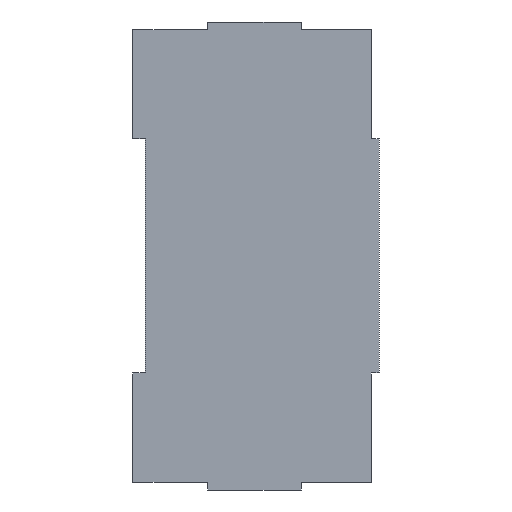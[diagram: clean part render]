
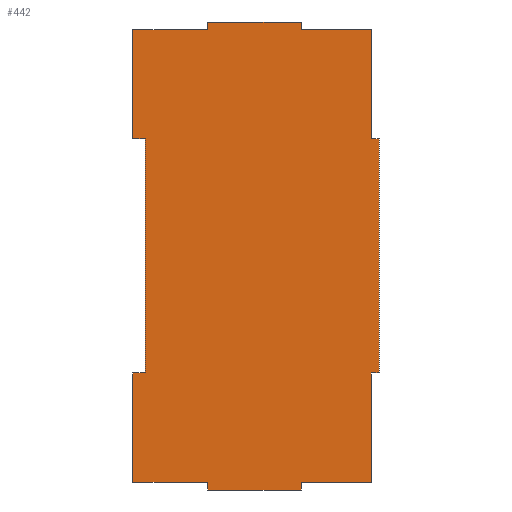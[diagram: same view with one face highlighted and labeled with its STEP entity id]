
A CAD part, left-side view. The second image highlights one B-rep face of the part: STEP entity #442.
In plain terms, the highlighted planar face has unit normal (-1, 0, 0).
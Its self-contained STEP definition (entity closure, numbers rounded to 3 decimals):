
#36=FACE_OUTER_BOUND('',#58,.T.);
#58=EDGE_LOOP('',(#379,#380,#381,#382,#383,#384,#385,#386,#387,#388,#389,
#390,#391,#392,#393,#394,#395,#396,#397,#398));
#60=LINE('',#591,#120);
#65=LINE('',#600,#125);
#68=LINE('',#606,#128);
#70=LINE('',#611,#130);
#74=LINE('',#618,#134);
#92=LINE('',#654,#152);
#94=LINE('',#658,#154);
#96=LINE('',#663,#156);
#98=LINE('',#667,#158);
#100=LINE('',#672,#160);
#104=LINE('',#678,#164);
#105=LINE('',#681,#165);
#107=LINE('',#684,#167);
#108=LINE('',#688,#168);
#112=LINE('',#694,#172);
#113=LINE('',#696,#173);
#114=LINE('',#699,#174);
#116=LINE('',#702,#176);
#117=LINE('',#704,#177);
#118=LINE('',#706,#178);
#120=VECTOR('',#484,10.);
#125=VECTOR('',#491,10.);
#128=VECTOR('',#496,10.);
#130=VECTOR('',#500,10.);
#134=VECTOR('',#506,10.);
#152=VECTOR('',#528,10.);
#154=VECTOR('',#532,10.);
#156=VECTOR('',#536,10.);
#158=VECTOR('',#540,10.);
#160=VECTOR('',#544,10.);
#164=VECTOR('',#550,10.);
#165=VECTOR('',#553,10.);
#167=VECTOR('',#557,10.);
#168=VECTOR('',#560,10.);
#172=VECTOR('',#566,10.);
#173=VECTOR('',#569,10.);
#174=VECTOR('',#572,10.);
#176=VECTOR('',#576,10.);
#177=VECTOR('',#579,10.);
#178=VECTOR('',#582,10.);
#180=VERTEX_POINT('',#588);
#181=VERTEX_POINT('',#590);
#184=VERTEX_POINT('',#598);
#186=VERTEX_POINT('',#604);
#187=VERTEX_POINT('',#608);
#190=VERTEX_POINT('',#616);
#205=VERTEX_POINT('',#650);
#206=VERTEX_POINT('',#652);
#207=VERTEX_POINT('',#656);
#208=VERTEX_POINT('',#660);
#209=VERTEX_POINT('',#662);
#210=VERTEX_POINT('',#666);
#211=VERTEX_POINT('',#670);
#212=VERTEX_POINT('',#671);
#213=VERTEX_POINT('',#676);
#214=VERTEX_POINT('',#680);
#215=VERTEX_POINT('',#686);
#216=VERTEX_POINT('',#687);
#217=VERTEX_POINT('',#692);
#218=VERTEX_POINT('',#698);
#220=EDGE_CURVE('',#180,#181,#60,.T.);
#225=EDGE_CURVE('',#180,#184,#65,.T.);
#228=EDGE_CURVE('',#186,#184,#68,.T.);
#230=EDGE_CURVE('',#186,#187,#70,.T.);
#234=EDGE_CURVE('',#190,#187,#74,.T.);
#252=EDGE_CURVE('',#206,#205,#92,.T.);
#254=EDGE_CURVE('',#206,#207,#94,.T.);
#256=EDGE_CURVE('',#208,#209,#96,.T.);
#258=EDGE_CURVE('',#210,#207,#98,.T.);
#260=EDGE_CURVE('',#211,#212,#100,.T.);
#264=EDGE_CURVE('',#213,#212,#104,.T.);
#265=EDGE_CURVE('',#190,#214,#105,.T.);
#267=EDGE_CURVE('',#213,#205,#107,.T.);
#268=EDGE_CURVE('',#215,#216,#108,.T.);
#272=EDGE_CURVE('',#217,#216,#112,.T.);
#273=EDGE_CURVE('',#217,#181,#113,.T.);
#274=EDGE_CURVE('',#208,#218,#114,.T.);
#276=EDGE_CURVE('',#210,#209,#116,.T.);
#277=EDGE_CURVE('',#218,#215,#117,.T.);
#278=EDGE_CURVE('',#214,#211,#118,.T.);
#379=ORIENTED_EDGE('',*,*,#230,.T.);
#380=ORIENTED_EDGE('',*,*,#234,.F.);
#381=ORIENTED_EDGE('',*,*,#265,.T.);
#382=ORIENTED_EDGE('',*,*,#278,.T.);
#383=ORIENTED_EDGE('',*,*,#260,.T.);
#384=ORIENTED_EDGE('',*,*,#264,.F.);
#385=ORIENTED_EDGE('',*,*,#267,.T.);
#386=ORIENTED_EDGE('',*,*,#252,.F.);
#387=ORIENTED_EDGE('',*,*,#254,.T.);
#388=ORIENTED_EDGE('',*,*,#258,.F.);
#389=ORIENTED_EDGE('',*,*,#276,.T.);
#390=ORIENTED_EDGE('',*,*,#256,.F.);
#391=ORIENTED_EDGE('',*,*,#274,.T.);
#392=ORIENTED_EDGE('',*,*,#277,.T.);
#393=ORIENTED_EDGE('',*,*,#268,.T.);
#394=ORIENTED_EDGE('',*,*,#272,.F.);
#395=ORIENTED_EDGE('',*,*,#273,.T.);
#396=ORIENTED_EDGE('',*,*,#220,.F.);
#397=ORIENTED_EDGE('',*,*,#225,.T.);
#398=ORIENTED_EDGE('',*,*,#228,.F.);
#420=PLANE('',#478);
#442=ADVANCED_FACE('',(#36),#420,.T.);
#478=AXIS2_PLACEMENT_3D('',#707,#583,#584);
#484=DIRECTION('',(0.,0.,1.));
#491=DIRECTION('',(0.,-1.,0.));
#496=DIRECTION('',(0.,0.,1.));
#500=DIRECTION('',(0.,1.,0.));
#506=DIRECTION('',(0.,0.,1.));
#528=DIRECTION('',(0.,0.,-1.));
#532=DIRECTION('',(0.,-1.,0.));
#536=DIRECTION('',(0.,0.,-1.));
#540=DIRECTION('',(0.,0.,-1.));
#544=DIRECTION('',(0.,-1.,0.));
#550=DIRECTION('',(0.,0.,-1.));
#553=DIRECTION('',(0.,-1.,0.));
#557=DIRECTION('',(0.,-1.,0.));
#560=DIRECTION('',(0.,1.,0.));
#566=DIRECTION('',(0.,0.,1.));
#569=DIRECTION('',(0.,1.,0.));
#572=DIRECTION('',(0.,1.,0.));
#576=DIRECTION('',(0.,1.,0.));
#579=DIRECTION('',(0.,0.,1.));
#582=DIRECTION('',(0.,0.,-1.));
#583=DIRECTION('center_axis',(-1.,0.,0.));
#584=DIRECTION('ref_axis',(0.,0.,1.));
#588=CARTESIAN_POINT('',(-230.,8.,75.));
#590=CARTESIAN_POINT('',(-230.,8.,145.));
#591=CARTESIAN_POINT('',(-230.,8.,75.));
#598=CARTESIAN_POINT('',(-230.,0.,75.));
#600=CARTESIAN_POINT('',(-230.,8.,75.));
#604=CARTESIAN_POINT('',(-230.,0.,-75.));
#606=CARTESIAN_POINT('',(-230.,0.,-155.));
#608=CARTESIAN_POINT('',(-230.,8.,-75.));
#611=CARTESIAN_POINT('',(-230.,-32.25,-75.));
#616=CARTESIAN_POINT('',(-230.,8.,-145.));
#618=CARTESIAN_POINT('',(-230.,8.,-75.));
#650=CARTESIAN_POINT('',(-230.,-145.,-145.));
#652=CARTESIAN_POINT('',(-230.,-145.,-75.));
#654=CARTESIAN_POINT('',(-230.,-145.,155.));
#656=CARTESIAN_POINT('',(-230.,-150.,-75.));
#658=CARTESIAN_POINT('',(-230.,-140.,-75.));
#660=CARTESIAN_POINT('',(-230.,-145.,145.));
#662=CARTESIAN_POINT('',(-230.,-145.,75.));
#663=CARTESIAN_POINT('',(-230.,-145.,155.));
#666=CARTESIAN_POINT('',(-230.,-150.,75.));
#667=CARTESIAN_POINT('',(-230.,-150.,-75.));
#670=CARTESIAN_POINT('',(-230.,-40.,-150.));
#671=CARTESIAN_POINT('',(-230.,-100.,-150.));
#672=CARTESIAN_POINT('',(-230.,-84.25,-150.));
#676=CARTESIAN_POINT('',(-230.,-100.,-145.));
#678=CARTESIAN_POINT('',(-230.,-100.,-150.));
#680=CARTESIAN_POINT('',(-230.,-40.,-145.));
#681=CARTESIAN_POINT('',(-230.,-54.25,-145.));
#684=CARTESIAN_POINT('',(-230.,-104.25,-145.));
#686=CARTESIAN_POINT('',(-230.,-100.,150.));
#687=CARTESIAN_POINT('',(-230.,-40.,150.));
#688=CARTESIAN_POINT('',(-230.,-54.25,150.));
#692=CARTESIAN_POINT('',(-230.,-40.,145.));
#694=CARTESIAN_POINT('',(-230.,-40.,150.));
#696=CARTESIAN_POINT('',(-230.,-34.25,145.));
#698=CARTESIAN_POINT('',(-230.,-100.,145.));
#699=CARTESIAN_POINT('',(-230.,-84.25,145.));
#702=CARTESIAN_POINT('',(-230.,-145.,75.));
#704=CARTESIAN_POINT('',(-230.,-100.,75.));
#706=CARTESIAN_POINT('',(-230.,-40.,-75.));
#707=CARTESIAN_POINT('Origin',(-230.,-68.5,0.));
